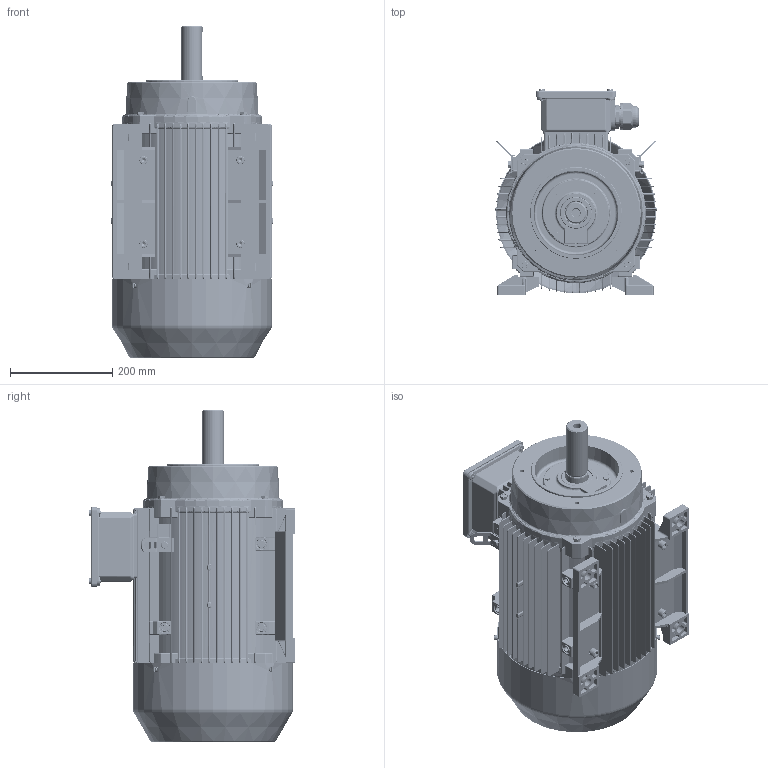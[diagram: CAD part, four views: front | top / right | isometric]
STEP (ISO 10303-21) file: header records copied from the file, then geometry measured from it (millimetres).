
FILE_DESCRIPTION(/* description */ (''),/* implementation_level */ '2;1');
FILE_NAME(/* name */ 'JL-160L-B34A.stp',/* time_stamp */ '2018-12-30T15:38:53+08:00',/* author */ (''),/* organization */ (''),/* preprocessor_version */ 'ST-DEVELOPER v16.7',/* originating_system */ 'SIEMENS PLM Software NX 12.0',/* authorisation */ '');
FILE_SCHEMA (('AP203_CONFIGURATION_CONTROLLED_3D_DESIGN_OF_MECHANICAL_PARTS_AND_ASSEMBLIES_MIM_LF { 1 0 10303 403 2 1 2}'));
Products named in the file (1): JL-160L-B34A
Bounding box: 316 x 402.7 x 650.91 mm (x, y, z)
Volume: 8176748.6 mm3; surface area: 2853589.7 mm2
Topology: 72 solids, 72 shells, 9092 faces, 23453 edges, 14781 vertices
Faces by surface type: plane 4081, cylinder 2300, bspline 1333, torus 841, cone 295, sphere 242
Full cylindrical faces by diameter (mm): 4.48 x5, 5 x7, 5.3 x5, 5.35 x4, 6 x4, 7.188 x8, 8 x11, 8.58 x2, 9.1 x8, 10 x13, 12.1 x2, 14.785 x2, 16 x5, 18 x2, 27.5 x2, 32.5 x4, 38.75 x12, 40 x4, 41.25 x12, 43.125 x2, 45 x2, 53.125 x2, 62 x2, 100.01 x1, 132 x1, 180 x1, 260 x1, 263 x3, 311.02 x1, 314.02 x1
Entity records: 337105 total; most frequent: CARTESIAN_POINT 129199, ORIENTED_EDGE 46078, DIRECTION 38386, EDGE_CURVE 23039, VERTEX_POINT 14634, AXIS2_PLACEMENT_3D 12968, LINE 12450, VECTOR 12450
